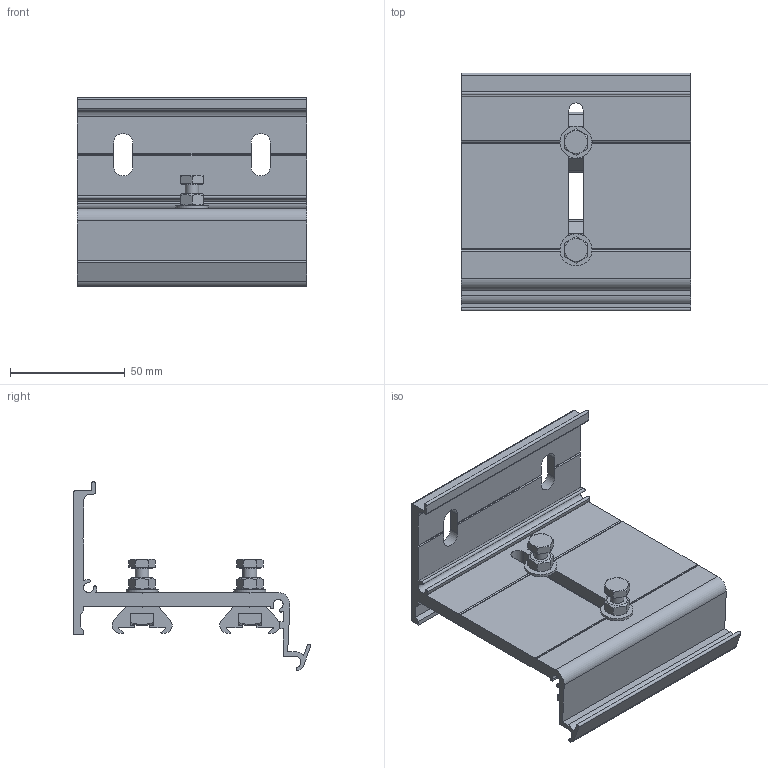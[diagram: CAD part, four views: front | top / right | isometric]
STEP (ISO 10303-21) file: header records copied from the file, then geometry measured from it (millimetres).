
FILE_DESCRIPTION(/* description */ (''),/* implementation_level */ '2;1');
FILE_NAME(/* name */ '11113D.stp',/* time_stamp */ '2019-08-14T14:27:48+02:00',/* author */ ('Didierr'),/* organization */ (''),/* preprocessor_version */ 'ST-DEVELOPER v17.2',/* originating_system */ 'Autodesk Inventor 2019',/* authorisation */ '');
FILE_SCHEMA (('AUTOMOTIVE_DESIGN { 1 0 10303 214 3 1 1 }'));
Length unit declared in the file: millimetre
Products named in the file (7): 21852 21796; 21852; 21796; 06112; 06111; ISO 4032 - M6; 06113
Assembly tree (11 placements, depth 2):
  21852 21796
    21852
    21796  x2
    06113  x2
    ISO 4032 - M6  x2
    06112  x2
    06111  x2
Bounding box: 100 x 103.54 x 82.53 mm (x, y, z)
Volume: 103712.2 mm3; surface area: 56768.6 mm2
Topology: 11 solids, 11 shells, 236 faces, 631 edges, 416 vertices
Faces by surface type: plane 152, cylinder 56, cone 26, bspline 2
Full cylindrical faces by diameter (mm): 4.917 x4, 6 x2, 6.2 x2, 6.4 x2, 8.88 x2, 14 x2
Entity records: 5500 total; most frequent: CARTESIAN_POINT 1020, ORIENTED_EDGE 862, DIRECTION 859, EDGE_CURVE 431, LINE 293, VECTOR 293, VERTEX_POINT 285, AXIS2_PLACEMENT_3D 283
